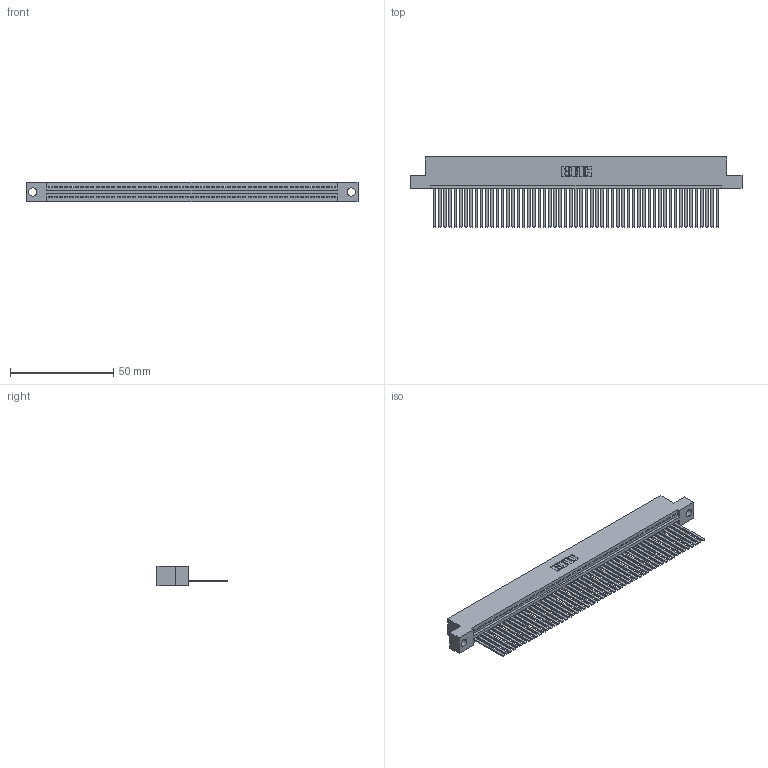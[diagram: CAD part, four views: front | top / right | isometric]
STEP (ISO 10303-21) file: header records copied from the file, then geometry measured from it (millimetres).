
FILE_DESCRIPTION (( 'STEP AP203' ), '1' );
FILE_NAME ('395-055-544-104.STEP', '2019-10-23T20:58:27', ( '' ), ( '' ), 'SwSTEP 2.0', 'SolidWorks 2016', '' );
FILE_SCHEMA (( 'CONFIG_CONTROL_DESIGN' ));
Length unit declared in the file: inch
Products named in the file (3): 345-292-001_345-293-144; 395-055-544-104; 345 Part_Flush Mounting Lugs - 0.156 Dia-TH
Assembly tree (56 placements, depth 2):
  395-055-544-104
    345 Part_Flush Mounting Lugs - 0.156 Dia-TH
    345-292-001_345-293-144  x55
Bounding box: 160.91 x 33.96 x 9.4 mm (x, y, z)
Volume: 15938.9 mm3; surface area: 23079.1 mm2
Topology: 56 solids, 56 shells, 2986 faces, 9031 edges, 5946 vertices
Faces by surface type: plane 2060, cylinder 926
Entity records: 39463 total; most frequent: CARTESIAN_POINT 6841, ORIENTED_EDGE 6830, DIRECTION 5953, EDGE_CURVE 3415, LINE 3067, VECTOR 3067, VERTEX_POINT 2274, AXIS2_PLACEMENT_3D 1443
